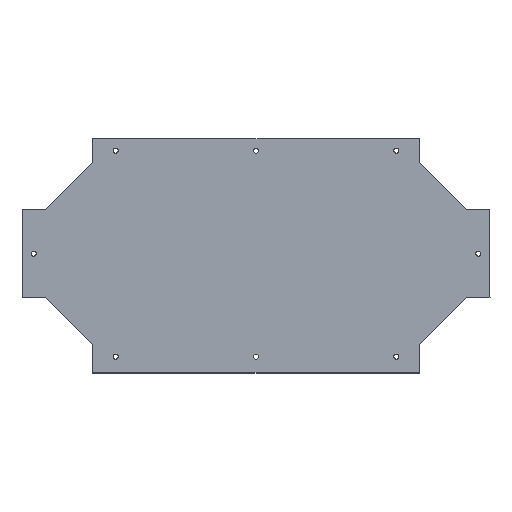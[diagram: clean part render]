
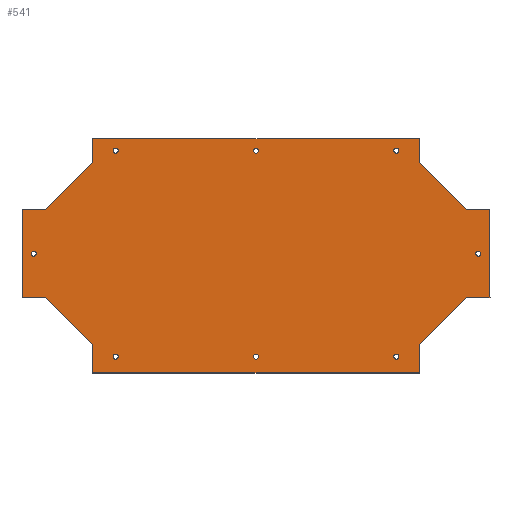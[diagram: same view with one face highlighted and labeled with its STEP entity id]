
A CAD part, top view. The second image highlights one B-rep face of the part: STEP entity #541.
In plain terms, the highlighted planar face has unit normal (0, 0, 1).
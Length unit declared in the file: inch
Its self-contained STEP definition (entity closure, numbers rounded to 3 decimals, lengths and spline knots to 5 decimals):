
#15=FACE_BOUND('',#100,.T.);
#16=FACE_BOUND('',#101,.T.);
#17=FACE_BOUND('',#102,.T.);
#18=FACE_BOUND('',#103,.T.);
#19=FACE_BOUND('',#104,.T.);
#20=FACE_BOUND('',#105,.T.);
#21=FACE_BOUND('',#106,.T.);
#22=FACE_BOUND('',#107,.T.);
#47=PLANE('',#597);
#73=FACE_OUTER_BOUND('',#99,.T.);
#99=EDGE_LOOP('',(#461,#462,#463,#464,#465,#466,#467,#468,#469,#470,#471,
#472,#473,#474,#475,#476));
#100=EDGE_LOOP('',(#477));
#101=EDGE_LOOP('',(#478));
#102=EDGE_LOOP('',(#479));
#103=EDGE_LOOP('',(#480));
#104=EDGE_LOOP('',(#481));
#105=EDGE_LOOP('',(#482));
#106=EDGE_LOOP('',(#483));
#107=EDGE_LOOP('',(#484));
#125=LINE('',#793,#181);
#129=LINE('',#801,#185);
#132=LINE('',#807,#188);
#135=LINE('',#813,#191);
#138=LINE('',#819,#194);
#141=LINE('',#825,#197);
#144=LINE('',#831,#200);
#147=LINE('',#837,#203);
#150=LINE('',#843,#206);
#153=LINE('',#849,#209);
#156=LINE('',#855,#212);
#159=LINE('',#861,#215);
#162=LINE('',#867,#218);
#165=LINE('',#873,#221);
#168=LINE('',#879,#224);
#171=LINE('',#884,#227);
#181=VECTOR('',#659,0.3937);
#185=VECTOR('',#665,0.3937);
#188=VECTOR('',#670,0.3937);
#191=VECTOR('',#675,0.3937);
#194=VECTOR('',#680,0.3937);
#197=VECTOR('',#685,0.3937);
#200=VECTOR('',#690,0.3937);
#203=VECTOR('',#695,0.3937);
#206=VECTOR('',#700,0.3937);
#209=VECTOR('',#705,0.3937);
#212=VECTOR('',#710,0.3937);
#215=VECTOR('',#715,0.3937);
#218=VECTOR('',#720,0.3937);
#221=VECTOR('',#725,0.3937);
#224=VECTOR('',#730,0.3937);
#227=VECTOR('',#735,0.3937);
#229=CIRCLE('',#558,0.12992);
#231=CIRCLE('',#561,0.12992);
#233=CIRCLE('',#564,0.12992);
#235=CIRCLE('',#567,0.12992);
#237=CIRCLE('',#570,0.12992);
#239=CIRCLE('',#573,0.12992);
#241=CIRCLE('',#576,0.12992);
#243=CIRCLE('',#579,0.12992);
#245=VERTEX_POINT('',#743);
#247=VERTEX_POINT('',#749);
#249=VERTEX_POINT('',#755);
#251=VERTEX_POINT('',#761);
#253=VERTEX_POINT('',#767);
#255=VERTEX_POINT('',#773);
#257=VERTEX_POINT('',#779);
#259=VERTEX_POINT('',#785);
#261=VERTEX_POINT('',#791);
#262=VERTEX_POINT('',#792);
#265=VERTEX_POINT('',#800);
#267=VERTEX_POINT('',#806);
#269=VERTEX_POINT('',#812);
#271=VERTEX_POINT('',#818);
#273=VERTEX_POINT('',#824);
#275=VERTEX_POINT('',#830);
#277=VERTEX_POINT('',#836);
#279=VERTEX_POINT('',#842);
#281=VERTEX_POINT('',#848);
#283=VERTEX_POINT('',#854);
#285=VERTEX_POINT('',#860);
#287=VERTEX_POINT('',#866);
#289=VERTEX_POINT('',#872);
#291=VERTEX_POINT('',#878);
#293=EDGE_CURVE('',#245,#245,#229,.T.);
#296=EDGE_CURVE('',#247,#247,#231,.T.);
#299=EDGE_CURVE('',#249,#249,#233,.T.);
#302=EDGE_CURVE('',#251,#251,#235,.T.);
#305=EDGE_CURVE('',#253,#253,#237,.T.);
#308=EDGE_CURVE('',#255,#255,#239,.T.);
#311=EDGE_CURVE('',#257,#257,#241,.T.);
#314=EDGE_CURVE('',#259,#259,#243,.T.);
#317=EDGE_CURVE('',#261,#262,#125,.T.);
#321=EDGE_CURVE('',#261,#265,#129,.T.);
#324=EDGE_CURVE('',#265,#267,#132,.T.);
#327=EDGE_CURVE('',#269,#267,#135,.T.);
#330=EDGE_CURVE('',#271,#269,#138,.T.);
#333=EDGE_CURVE('',#271,#273,#141,.T.);
#336=EDGE_CURVE('',#273,#275,#144,.T.);
#339=EDGE_CURVE('',#275,#277,#147,.T.);
#342=EDGE_CURVE('',#279,#277,#150,.T.);
#345=EDGE_CURVE('',#279,#281,#153,.T.);
#348=EDGE_CURVE('',#283,#281,#156,.T.);
#351=EDGE_CURVE('',#285,#283,#159,.T.);
#354=EDGE_CURVE('',#287,#285,#162,.T.);
#357=EDGE_CURVE('',#287,#289,#165,.T.);
#360=EDGE_CURVE('',#289,#291,#168,.T.);
#363=EDGE_CURVE('',#291,#262,#171,.T.);
#461=ORIENTED_EDGE('',*,*,#363,.T.);
#462=ORIENTED_EDGE('',*,*,#317,.F.);
#463=ORIENTED_EDGE('',*,*,#321,.T.);
#464=ORIENTED_EDGE('',*,*,#324,.T.);
#465=ORIENTED_EDGE('',*,*,#327,.F.);
#466=ORIENTED_EDGE('',*,*,#330,.F.);
#467=ORIENTED_EDGE('',*,*,#333,.T.);
#468=ORIENTED_EDGE('',*,*,#336,.T.);
#469=ORIENTED_EDGE('',*,*,#339,.T.);
#470=ORIENTED_EDGE('',*,*,#342,.F.);
#471=ORIENTED_EDGE('',*,*,#345,.T.);
#472=ORIENTED_EDGE('',*,*,#348,.F.);
#473=ORIENTED_EDGE('',*,*,#351,.F.);
#474=ORIENTED_EDGE('',*,*,#354,.F.);
#475=ORIENTED_EDGE('',*,*,#357,.T.);
#476=ORIENTED_EDGE('',*,*,#360,.T.);
#477=ORIENTED_EDGE('',*,*,#293,.T.);
#478=ORIENTED_EDGE('',*,*,#296,.T.);
#479=ORIENTED_EDGE('',*,*,#299,.T.);
#480=ORIENTED_EDGE('',*,*,#302,.T.);
#481=ORIENTED_EDGE('',*,*,#305,.T.);
#482=ORIENTED_EDGE('',*,*,#308,.T.);
#483=ORIENTED_EDGE('',*,*,#311,.T.);
#484=ORIENTED_EDGE('',*,*,#314,.T.);
#541=ADVANCED_FACE('',(#73,#15,#16,#17,#18,#19,#20,#21,#22),#47,.T.);
#558=AXIS2_PLACEMENT_3D('',#744,#603,#604);
#561=AXIS2_PLACEMENT_3D('',#750,#610,#611);
#564=AXIS2_PLACEMENT_3D('',#756,#617,#618);
#567=AXIS2_PLACEMENT_3D('',#762,#624,#625);
#570=AXIS2_PLACEMENT_3D('',#768,#631,#632);
#573=AXIS2_PLACEMENT_3D('',#774,#638,#639);
#576=AXIS2_PLACEMENT_3D('',#780,#645,#646);
#579=AXIS2_PLACEMENT_3D('',#786,#652,#653);
#597=AXIS2_PLACEMENT_3D('',#886,#737,#738);
#603=DIRECTION('center_axis',(0.,0.,-1.));
#604=DIRECTION('ref_axis',(1.,0.,0.));
#610=DIRECTION('center_axis',(0.,0.,-1.));
#611=DIRECTION('ref_axis',(1.,0.,0.));
#617=DIRECTION('center_axis',(0.,0.,-1.));
#618=DIRECTION('ref_axis',(1.,0.,0.));
#624=DIRECTION('center_axis',(0.,0.,-1.));
#625=DIRECTION('ref_axis',(1.,0.,0.));
#631=DIRECTION('center_axis',(0.,0.,-1.));
#632=DIRECTION('ref_axis',(1.,0.,0.));
#638=DIRECTION('center_axis',(0.,0.,-1.));
#639=DIRECTION('ref_axis',(1.,0.,0.));
#645=DIRECTION('center_axis',(0.,0.,-1.));
#646=DIRECTION('ref_axis',(1.,0.,0.));
#652=DIRECTION('center_axis',(0.,0.,-1.));
#653=DIRECTION('ref_axis',(1.,0.,0.));
#659=DIRECTION('',(0.,-1.,0.));
#665=DIRECTION('',(-1.,0.,0.));
#670=DIRECTION('',(0.,-1.,0.));
#675=DIRECTION('',(0.707,0.707,0.));
#680=DIRECTION('',(1.,0.,0.));
#685=DIRECTION('',(0.,-1.,0.));
#690=DIRECTION('',(1.,0.,0.));
#695=DIRECTION('',(0.707,-0.707,0.));
#700=DIRECTION('',(0.,1.,0.));
#705=DIRECTION('',(1.,0.,0.));
#710=DIRECTION('',(0.,-1.,0.));
#715=DIRECTION('',(-0.707,-0.707,0.));
#720=DIRECTION('',(-1.,0.,0.));
#725=DIRECTION('',(0.,1.,0.));
#730=DIRECTION('',(-1.,0.,0.));
#735=DIRECTION('',(-0.707,0.707,0.));
#737=DIRECTION('center_axis',(0.,0.,1.));
#738=DIRECTION('ref_axis',(1.,0.,0.));
#743=CARTESIAN_POINT('',(-11.35039,0.,0.));
#744=CARTESIAN_POINT('Origin',(-11.22047,0.,0.));
#749=CARTESIAN_POINT('',(-0.1299,-5.19685,0.));
#750=CARTESIAN_POINT('Origin',(0.00002,-5.19685,0.));
#755=CARTESIAN_POINT('',(6.95669,5.19685,0.));
#756=CARTESIAN_POINT('Origin',(7.08661,5.19685,0.));
#761=CARTESIAN_POINT('',(-7.21654,5.19685,0.));
#762=CARTESIAN_POINT('Origin',(-7.08661,5.19685,0.));
#767=CARTESIAN_POINT('',(-0.1299,5.19685,0.));
#768=CARTESIAN_POINT('Origin',(0.00002,5.19685,0.));
#773=CARTESIAN_POINT('',(-7.21654,-5.19685,0.));
#774=CARTESIAN_POINT('Origin',(-7.08661,-5.19685,0.));
#779=CARTESIAN_POINT('',(6.95669,-5.19685,0.));
#780=CARTESIAN_POINT('Origin',(7.08661,-5.19685,0.));
#785=CARTESIAN_POINT('',(11.09055,0.,0.));
#786=CARTESIAN_POINT('Origin',(11.22047,0.,0.));
#791=CARTESIAN_POINT('',(8.24803,5.7874,0.));
#792=CARTESIAN_POINT('',(8.24803,4.5983,0.));
#793=CARTESIAN_POINT('',(8.24803,5.7874,0.));
#800=CARTESIAN_POINT('',(-8.24803,5.7874,0.));
#801=CARTESIAN_POINT('',(11.81102,5.7874,0.));
#806=CARTESIAN_POINT('',(-8.24803,4.5983,0.));
#807=CARTESIAN_POINT('',(-8.24803,5.7874,0.));
#812=CARTESIAN_POINT('',(-10.62192,2.22441,0.));
#813=CARTESIAN_POINT('',(-10.62192,2.22441,0.));
#818=CARTESIAN_POINT('',(-11.81102,2.22441,0.));
#819=CARTESIAN_POINT('',(-11.81102,2.22441,0.));
#824=CARTESIAN_POINT('',(-11.81102,-2.22441,0.));
#825=CARTESIAN_POINT('',(-11.81102,5.7874,0.));
#830=CARTESIAN_POINT('',(-10.62192,-2.22441,0.));
#831=CARTESIAN_POINT('',(-11.81102,-2.22441,0.));
#836=CARTESIAN_POINT('',(-8.24803,-4.5983,0.));
#837=CARTESIAN_POINT('',(-10.62192,-2.22441,0.));
#842=CARTESIAN_POINT('',(-8.24803,-6.02362,0.));
#843=CARTESIAN_POINT('',(-8.24803,-5.7874,0.));
#848=CARTESIAN_POINT('',(8.24803,-6.02362,0.));
#849=CARTESIAN_POINT('',(-8.24803,-6.02362,0.));
#854=CARTESIAN_POINT('',(8.24803,-4.5983,0.));
#855=CARTESIAN_POINT('',(8.24803,-5.7874,0.));
#860=CARTESIAN_POINT('',(10.62192,-2.22441,0.));
#861=CARTESIAN_POINT('',(10.62192,-2.22441,0.));
#866=CARTESIAN_POINT('',(11.81102,-2.22441,0.));
#867=CARTESIAN_POINT('',(11.81102,-2.22441,0.));
#872=CARTESIAN_POINT('',(11.81102,2.22441,0.));
#873=CARTESIAN_POINT('',(11.81102,-5.7874,0.));
#878=CARTESIAN_POINT('',(10.62192,2.22441,0.));
#879=CARTESIAN_POINT('',(11.81102,2.22441,0.));
#884=CARTESIAN_POINT('',(10.62192,2.22441,0.));
#886=CARTESIAN_POINT('Origin',(0.,-0.11811,
0.));
